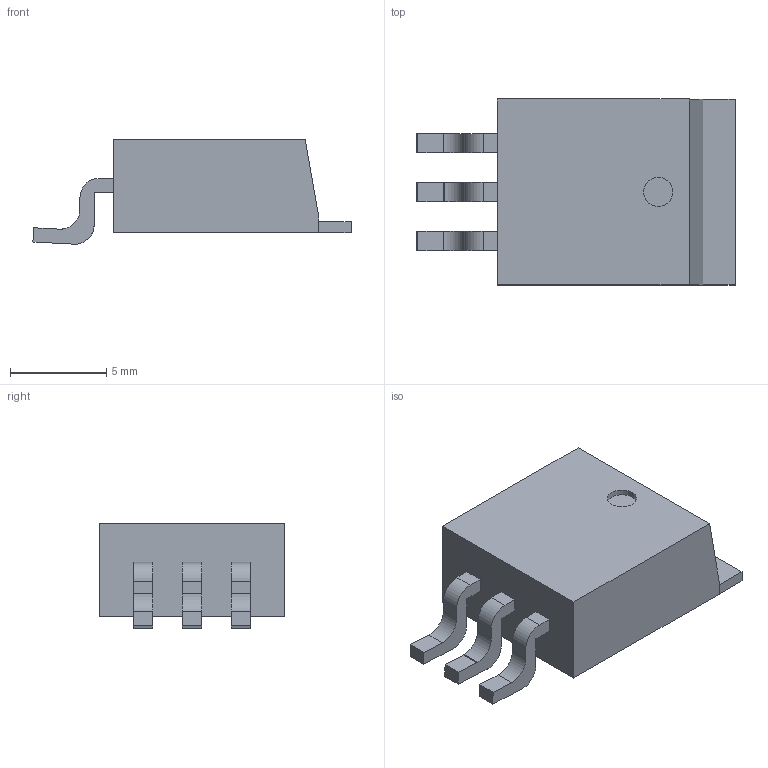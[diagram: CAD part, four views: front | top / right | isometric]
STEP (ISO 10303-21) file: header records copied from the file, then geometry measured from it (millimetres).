
FILE_DESCRIPTION (( 'STEP AP214' ), '1' );
FILE_NAME ('TO-263-3_4PIN-L8.6-W10.2-H4.8-P2.54-LS14.4-TL.step', '2022-08-01T13:05:04', ( '' ), ( '' ), 'SwSTEP 2.0', 'SolidWorks 2020', '' );
FILE_SCHEMA (( 'AUTOMOTIVE_DESIGN' ));
Length unit declared in the file: millimetre
Products named in the file (1): TO-263-3_4PIN-L8.6-W10.2-H4.8-P2.54-LS14.4-TL
Bounding box: 16.52 x 9.65 x 5.42 mm (x, y, z)
Volume: 507 mm3; surface area: 595.6 mm2
Topology: 2 solids, 2 shells, 294 faces, 801 edges, 534 vertices
Faces by surface type: plane 183, bspline 98, cylinder 13
Entity records: 12912 total; most frequent: CARTESIAN_POINT 2936, ORIENTED_EDGE 1602, DIRECTION 1021, EDGE_CURVE 801, VECTOR 575, LINE 575, VERTEX_POINT 534, EDGE_LOOP 317
